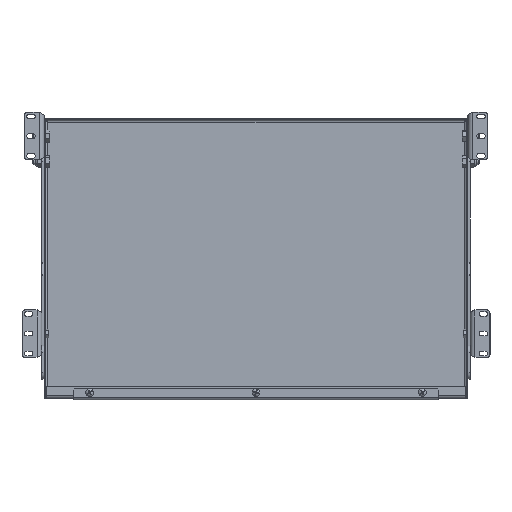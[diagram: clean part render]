
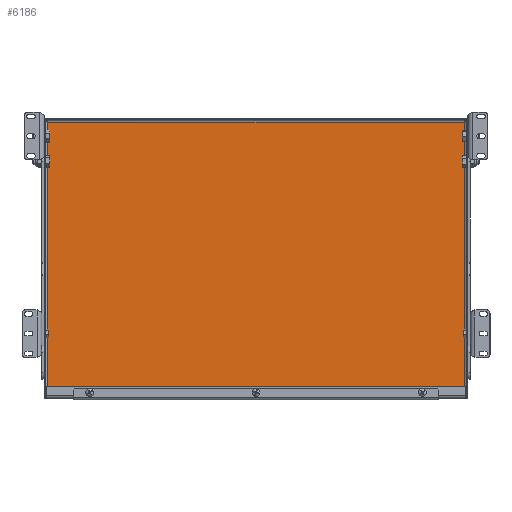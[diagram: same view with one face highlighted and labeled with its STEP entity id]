
A CAD part, front view. The second image highlights one B-rep face of the part: STEP entity #6186.
In plain terms, the highlighted planar face has unit normal (0, -1, 0).
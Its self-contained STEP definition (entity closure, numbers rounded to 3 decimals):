
#244 = DIRECTION ( 'NONE',  ( 1., 0., 0. ) ) ;
#277 = EDGE_CURVE ( 'NONE', #4167, #4732, #1818, .T. ) ;
#369 = CARTESIAN_POINT ( 'NONE',  ( -263., -1.5, 172. ) ) ;
#675 = ORIENTED_EDGE ( 'NONE', *, *, #832, .F. ) ;
#832 = EDGE_CURVE ( 'NONE', #4732, #8709, #4029, .T. ) ;
#895 = CARTESIAN_POINT ( 'NONE',  ( 263., -1.5, 173.586 ) ) ;
#1023 = VECTOR ( 'NONE', #4089, 1000. ) ;
#1363 = DIRECTION ( 'NONE',  ( -1., 0., 0. ) ) ;
#1411 = DIRECTION ( 'NONE',  ( 0., 0., 1. ) ) ;
#1429 = VECTOR ( 'NONE', #1363, 1000. ) ;
#1462 = CARTESIAN_POINT ( 'NONE',  ( 264.586, -1.5, -172. ) ) ;
#1818 = LINE ( 'NONE', #9632, #5848 ) ;
#2563 = CARTESIAN_POINT ( 'NONE',  ( 263., -1.5, 172. ) ) ;
#4029 = LINE ( 'NONE', #5836, #9649 ) ;
#4089 = DIRECTION ( 'NONE',  ( 0., 0., -1. ) ) ;
#4167 = VERTEX_POINT ( 'NONE', #8480 ) ;
#4480 = EDGE_CURVE ( 'NONE', #8709, #4961, #8069, .T. ) ;
#4732 = VERTEX_POINT ( 'NONE', #369 ) ;
#4961 = VERTEX_POINT ( 'NONE', #9588 ) ;
#5645 = ORIENTED_EDGE ( 'NONE', *, *, #277, .F. ) ;
#5750 = ORIENTED_EDGE ( 'NONE', *, *, #6093, .F. ) ;
#5836 = CARTESIAN_POINT ( 'NONE',  ( -264.586, -1.5, 172. ) ) ;
#5848 = VECTOR ( 'NONE', #9583, 1000. ) ;
#6093 = EDGE_CURVE ( 'NONE', #4961, #4167, #10258, .T. ) ;
#6186 = ADVANCED_FACE ( 'NONE', ( #9415 ), #7691, .F. ) ;
#6283 = DIRECTION ( 'NONE',  ( 0., 1., 0. ) ) ;
#7691 = PLANE ( 'NONE',  #9103 ) ;
#7773 = EDGE_LOOP ( 'NONE', ( #5750, #8639, #675, #5645 ) ) ;
#8069 = LINE ( 'NONE', #895, #1023 ) ;
#8480 = CARTESIAN_POINT ( 'NONE',  ( -263., -1.5, -172. ) ) ;
#8583 = CARTESIAN_POINT ( 'NONE',  ( 0., -1.5, 0. ) ) ;
#8639 = ORIENTED_EDGE ( 'NONE', *, *, #4480, .F. ) ;
#8709 = VERTEX_POINT ( 'NONE', #2563 ) ;
#9103 = AXIS2_PLACEMENT_3D ( 'NONE', #8583, #6283, #1411 ) ;
#9415 = FACE_OUTER_BOUND ( 'NONE', #7773, .T. ) ;
#9583 = DIRECTION ( 'NONE',  ( 0., 0., 1. ) ) ;
#9588 = CARTESIAN_POINT ( 'NONE',  ( 263., -1.5, -172. ) ) ;
#9632 = CARTESIAN_POINT ( 'NONE',  ( -263., -1.5, -173.586 ) ) ;
#9649 = VECTOR ( 'NONE', #244, 1000. ) ;
#10258 = LINE ( 'NONE', #1462, #1429 ) ;
